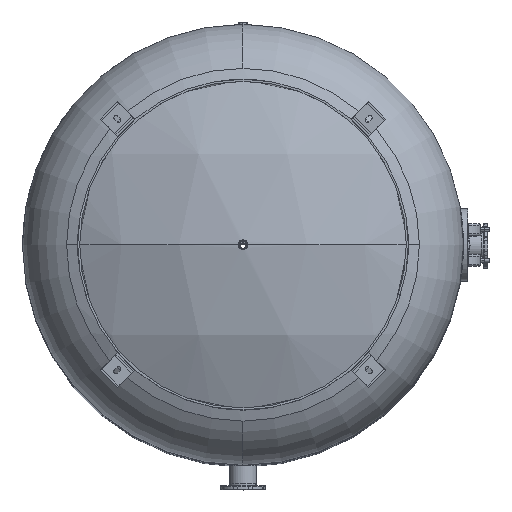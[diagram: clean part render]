
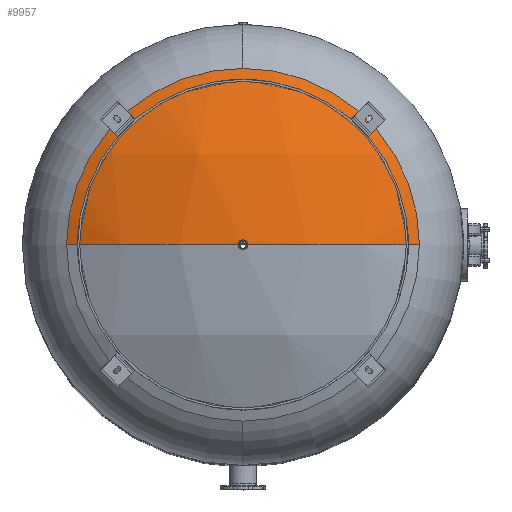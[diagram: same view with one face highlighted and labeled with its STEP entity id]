
A CAD part, top view. The second image highlights one B-rep face of the part: STEP entity #9957.
In plain terms, the highlighted spherical face has radius 2468.88 mm.
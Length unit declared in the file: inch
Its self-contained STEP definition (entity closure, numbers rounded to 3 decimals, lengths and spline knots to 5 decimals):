
#45 = ORIENTED_EDGE ( 'NONE', *, *, #5520, .F. ) ;
#46 = ORIENTED_EDGE ( 'NONE', *, *, #5528, .F. ) ;
#47 = ORIENTED_EDGE ( 'NONE', *, *, #5522, .T. ) ;
#48 = ORIENTED_EDGE ( 'NONE', *, *, #5518, .F. ) ;
#49 = ORIENTED_EDGE ( 'NONE', *, *, #5529, .F. ) ;
#1439 = SPHERICAL_SURFACE ( 'NONE', #9808, 97.2 ) ;
#1440 = FACE_OUTER_BOUND ( 'NONE', #7566, .T. ) ;
#2739 = CARTESIAN_POINT ( 'NONE',  ( 43.2, 0., 115.37238 ) ) ;
#2747 = CARTESIAN_POINT ( 'NONE',  ( -43.2, 0., 115.37238 ) ) ;
#2933 = CARTESIAN_POINT ( 'NONE',  ( 0., 0., 115.37238 ) ) ;
#2939 = CARTESIAN_POINT ( 'NONE',  ( 0., 0., 28.3 ) ) ;
#2946 = DIRECTION ( 'NONE',  ( 0., 0., -1. ) ) ;
#2948 = DIRECTION ( 'NONE',  ( 0., 0., -1. ) ) ;
#2958 = DIRECTION ( 'NONE',  ( 0., -1., 0. ) ) ;
#2960 = DIRECTION ( 'NONE',  ( 0., 0., 1. ) ) ;
#2971 = CARTESIAN_POINT ( 'NONE',  ( 0., 0., 125.49275 ) ) ;
#2981 = DIRECTION ( 'NONE',  ( 0., 1., 0. ) ) ;
#2982 = CARTESIAN_POINT ( 'NONE',  ( 0., 0., 115.37238 ) ) ;
#2997 = DIRECTION ( 'NONE',  ( 0., 0., 1. ) ) ;
#3006 = DIRECTION ( 'NONE',  ( 0., 1., 0. ) ) ;
#3007 = DIRECTION ( 'NONE',  ( -1., 0., 0. ) ) ;
#3008 = DIRECTION ( 'NONE',  ( 0., 1., 0. ) ) ;
#3009 = CARTESIAN_POINT ( 'NONE',  ( 0., 0., 28.3 ) ) ;
#3010 = DIRECTION ( 'NONE',  ( 0., 0., -1. ) ) ;
#5518 = EDGE_CURVE ( 'NONE', #8040, #5902, #6622, .T. ) ;
#5520 = EDGE_CURVE ( 'NONE', #5924, #5904, #6624, .T. ) ;
#5522 = EDGE_CURVE ( 'NONE', #7981, #5902, #11419, .T. ) ;
#5528 = EDGE_CURVE ( 'NONE', #7981, #5924, #11428, .T. ) ;
#5529 = EDGE_CURVE ( 'NONE', #5904, #8040, #11429, .T. ) ;
#5902 = VERTEX_POINT ( 'NONE', #2739 ) ;
#5904 = VERTEX_POINT ( 'NONE', #2747 ) ;
#5924 = VERTEX_POINT ( 'NONE', #11734 ) ;
#6622 = CIRCLE ( 'NONE', #10681, 43.2 ) ;
#6624 = CIRCLE ( 'NONE', #10683, 97.2 ) ;
#7566 = EDGE_LOOP ( 'NONE', ( #45, #46, #47, #48, #49 ) ) ;
#7981 = VERTEX_POINT ( 'NONE', #9108 ) ;
#8040 = VERTEX_POINT ( 'NONE', #9166 ) ;
#9108 = CARTESIAN_POINT ( 'NONE',  ( 1.1875, 0., 125.49275 ) ) ;
#9166 = CARTESIAN_POINT ( 'NONE',  ( 0., 43.2, 115.37238 ) ) ;
#9808 = AXIS2_PLACEMENT_3D ( 'NONE', #11313, #11311, #11316 ) ;
#9957 = ADVANCED_FACE ( 'NONE', ( #1440 ), #1439, .T. ) ;
#10681 = AXIS2_PLACEMENT_3D ( 'NONE', #2933, #2946, #3006 ) ;
#10683 = AXIS2_PLACEMENT_3D ( 'NONE', #2939, #2958, #2948 ) ;
#10685 = AXIS2_PLACEMENT_3D ( 'NONE', #3009, #3008, #2997 ) ;
#10689 = AXIS2_PLACEMENT_3D ( 'NONE', #2971, #2960, #3007 ) ;
#10690 = AXIS2_PLACEMENT_3D ( 'NONE', #2982, #3010, #2981 ) ;
#11311 = DIRECTION ( 'NONE',  ( 0., -1., 0. ) ) ;
#11313 = CARTESIAN_POINT ( 'NONE',  ( 0., 0., 28.3 ) ) ;
#11316 = DIRECTION ( 'NONE',  ( 1., 0., 0. ) ) ;
#11419 = CIRCLE ( 'NONE', #10685, 97.2 ) ;
#11428 = CIRCLE ( 'NONE', #10689, 1.1875 ) ;
#11429 = CIRCLE ( 'NONE', #10690, 43.2 ) ;
#11734 = CARTESIAN_POINT ( 'NONE',  ( -1.1875, 0., 125.49275 ) ) ;
